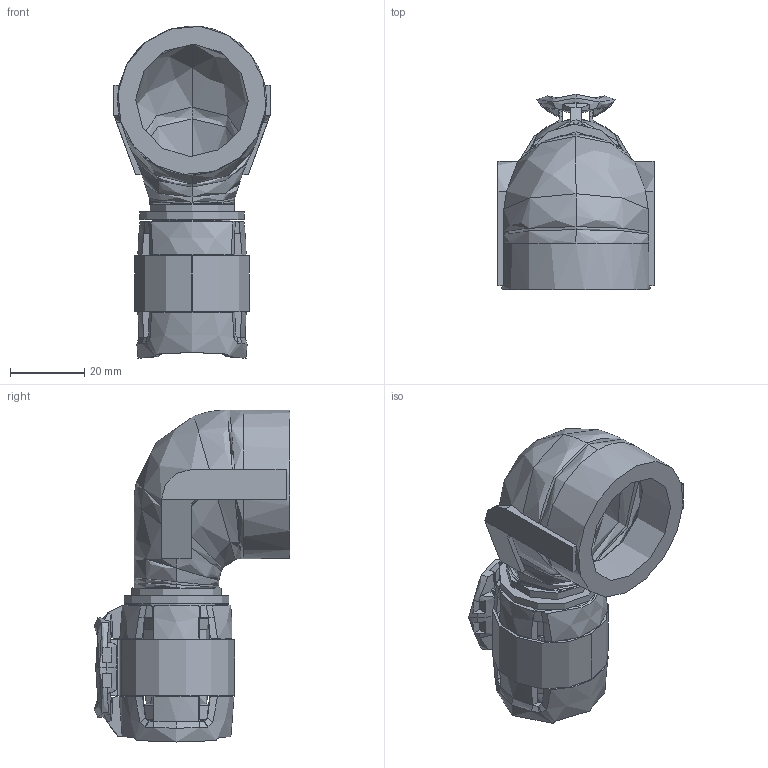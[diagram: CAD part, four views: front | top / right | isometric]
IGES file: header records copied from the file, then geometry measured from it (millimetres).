
Global section: file name: 620542; native system: Autodesk Inventor 2014; preprocessor: unknown; author: seihe2; date: 20181119.105128; units: millimetre
Bounding box: 42 x 52.62 x 89.3 mm (x, y, z)
Volume: 32122.2 mm3; surface area: 28848.1 mm2
Topology: 5 solids, 5 shells, 541 faces, 1474 edges, 942 vertices
Faces by surface type: bspline 216, plane 202, revolution 47, cone 40, cylinder 36
Full cylindrical faces by diameter (mm): 17.7 x1, 18.4 x3, 19.4 x1, 19.5 x1, 19.6 x1, 21.6 x1, 24 x2, 28.2 x1, 40 x1
